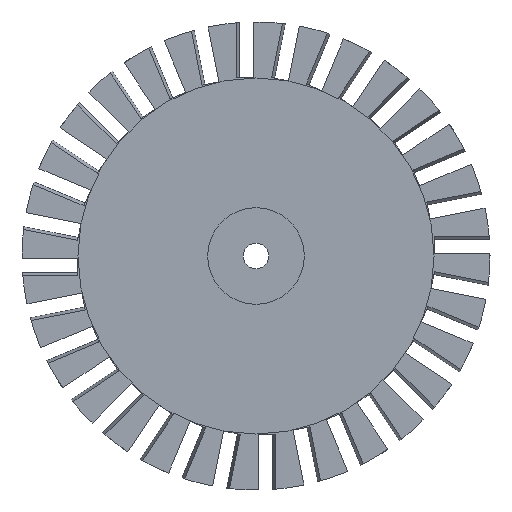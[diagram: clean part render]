
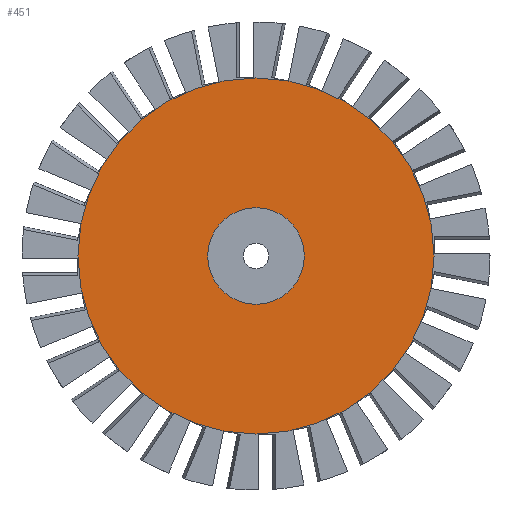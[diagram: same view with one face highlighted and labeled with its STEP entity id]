
A CAD part, front view. The second image highlights one B-rep face of the part: STEP entity #451.
In plain terms, the highlighted planar face has unit normal (0, -1, 0).
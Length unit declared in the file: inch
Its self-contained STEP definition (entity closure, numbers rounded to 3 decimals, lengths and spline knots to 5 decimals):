
#92 = AXIS2_PLACEMENT_3D ( 'NONE', #2160, #5723, #4922 ) ;
#133 = CARTESIAN_POINT ( 'NONE',  ( 0., -0.3125, 0. ) ) ;
#451 = ADVANCED_FACE ( 'NONE', ( #8834, #3701 ), #6577, .T. ) ;
#758 = CIRCLE ( 'NONE', #1960, 0.75 ) ;
#916 = CARTESIAN_POINT ( 'NONE',  ( 0., -0.3125, -2.762 ) ) ;
#1005 = AXIS2_PLACEMENT_3D ( 'NONE', #133, #8081, #5873 ) ;
#1249 = CARTESIAN_POINT ( 'NONE',  ( 0., -0.3125, -0.75 ) ) ;
#1316 = CIRCLE ( 'NONE', #1936, 2.762 ) ;
#1824 = DIRECTION ( 'NONE',  ( 0., 0., -1. ) ) ;
#1936 = AXIS2_PLACEMENT_3D ( 'NONE', #6417, #5012, #7876 ) ;
#1960 = AXIS2_PLACEMENT_3D ( 'NONE', #4219, #4173, #7045 ) ;
#2160 = CARTESIAN_POINT ( 'NONE',  ( 0., -0.3125, 0. ) ) ;
#2395 = CARTESIAN_POINT ( 'NONE',  ( 0., -0.3125, 0.75 ) ) ;
#2656 = CIRCLE ( 'NONE', #92, 0.75 ) ;
#3376 = VERTEX_POINT ( 'NONE', #916 ) ;
#3399 = ORIENTED_EDGE ( 'NONE', *, *, #5401, .F. ) ;
#3701 = FACE_BOUND ( 'NONE', #6670, .T. ) ;
#3961 = DIRECTION ( 'NONE',  ( 0., -1., 0. ) ) ;
#4173 = DIRECTION ( 'NONE',  ( 0., -1., 0. ) ) ;
#4219 = CARTESIAN_POINT ( 'NONE',  ( 0., -0.3125, 0. ) ) ;
#4437 = EDGE_CURVE ( 'NONE', #7736, #8734, #2656, .T. ) ;
#4518 = ORIENTED_EDGE ( 'NONE', *, *, #9081, .T. ) ;
#4922 = DIRECTION ( 'NONE',  ( 0., 0., -1. ) ) ;
#5012 = DIRECTION ( 'NONE',  ( 0., -1., 0. ) ) ;
#5209 = EDGE_LOOP ( 'NONE', ( #4518, #9331 ) ) ;
#5242 = CARTESIAN_POINT ( 'NONE',  ( 0., -0.3125, 0. ) ) ;
#5401 = EDGE_CURVE ( 'NONE', #8734, #7736, #758, .T. ) ;
#5723 = DIRECTION ( 'NONE',  ( 0., -1., 0. ) ) ;
#5873 = DIRECTION ( 'NONE',  ( 0., 0., -1. ) ) ;
#6178 = VERTEX_POINT ( 'NONE', #7508 ) ;
#6417 = CARTESIAN_POINT ( 'NONE',  ( 0., -0.3125, 0. ) ) ;
#6552 = ORIENTED_EDGE ( 'NONE', *, *, #4437, .F. ) ;
#6577 = PLANE ( 'NONE',  #1005 ) ;
#6670 = EDGE_LOOP ( 'NONE', ( #6552, #3399 ) ) ;
#7045 = DIRECTION ( 'NONE',  ( 0., 0., -1. ) ) ;
#7365 = CIRCLE ( 'NONE', #8440, 2.762 ) ;
#7508 = CARTESIAN_POINT ( 'NONE',  ( 0., -0.3125, 2.762 ) ) ;
#7603 = EDGE_CURVE ( 'NONE', #6178, #3376, #7365, .T. ) ;
#7736 = VERTEX_POINT ( 'NONE', #1249 ) ;
#7876 = DIRECTION ( 'NONE',  ( 0., 0., -1. ) ) ;
#8081 = DIRECTION ( 'NONE',  ( 0., -1., 0. ) ) ;
#8440 = AXIS2_PLACEMENT_3D ( 'NONE', #5242, #3961, #1824 ) ;
#8734 = VERTEX_POINT ( 'NONE', #2395 ) ;
#8834 = FACE_OUTER_BOUND ( 'NONE', #5209, .T. ) ;
#9081 = EDGE_CURVE ( 'NONE', #3376, #6178, #1316, .T. ) ;
#9331 = ORIENTED_EDGE ( 'NONE', *, *, #7603, .T. ) ;
